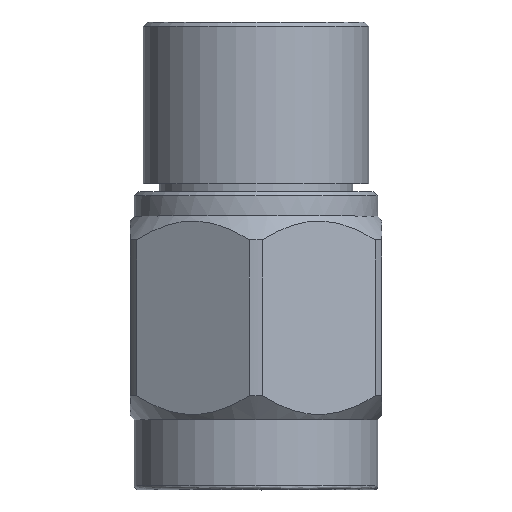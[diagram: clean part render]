
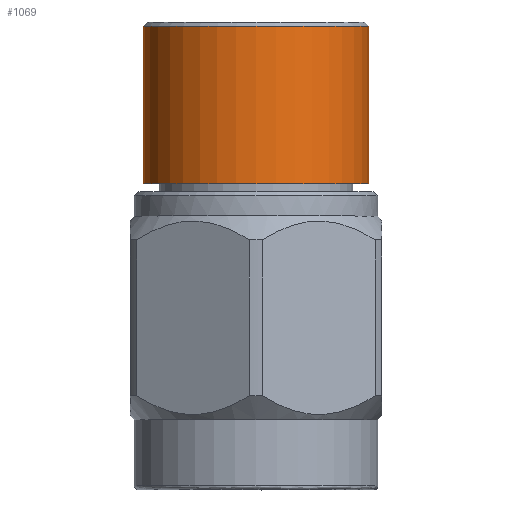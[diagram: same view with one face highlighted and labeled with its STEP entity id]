
A CAD part, top view. The second image highlights one B-rep face of the part: STEP entity #1069.
In plain terms, the highlighted cylindrical face has radius 3.556 mm (diameter 7.112 mm), a full revolution.
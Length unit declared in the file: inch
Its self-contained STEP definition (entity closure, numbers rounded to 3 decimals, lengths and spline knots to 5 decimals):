
#1 = ORIENTED_EDGE ( 'NONE', *, *, #1271, .T. ) ;
#2 = EDGE_LOOP ( 'NONE', ( #1 ) ) ;
#97 = EDGE_CURVE ( 'NONE', #217, #217, #1779, .T. ) ;
#98 = CARTESIAN_POINT ( 'NONE',  ( -0.14, -0.13717, 0. ) ) ;
#130 = AXIS2_PLACEMENT_3D ( 'NONE', #1531, #783, #1156 ) ;
#217 = VERTEX_POINT ( 'NONE', #98 ) ;
#373 = CARTESIAN_POINT ( 'NONE',  ( 0., 1.03936, 0. ) ) ;
#744 = DIRECTION ( 'NONE',  ( 1., 0., 0. ) ) ;
#783 = DIRECTION ( 'NONE',  ( 0., 1., 0. ) ) ;
#918 = VERTEX_POINT ( 'NONE', #1888 ) ;
#925 = DIRECTION ( 'NONE',  ( 1., 0., 0. ) ) ;
#1044 = CYLINDRICAL_SURFACE ( 'NONE', #1987, 0.14 ) ;
#1069 = ADVANCED_FACE ( 'NONE', ( #1244, #2012 ), #1044, .T. ) ;
#1156 = DIRECTION ( 'NONE',  ( -1., 0., 0. ) ) ;
#1169 = AXIS2_PLACEMENT_3D ( 'NONE', #1477, #1823, #925 ) ;
#1244 = FACE_OUTER_BOUND ( 'NONE', #2, .T. ) ;
#1271 = EDGE_CURVE ( 'NONE', #918, #918, #1284, .T. ) ;
#1284 = CIRCLE ( 'NONE', #1169, 0.14 ) ;
#1477 = CARTESIAN_POINT ( 'NONE',  ( 0., 0.05838, 0. ) ) ;
#1531 = CARTESIAN_POINT ( 'NONE',  ( 0., -0.13717, 0. ) ) ;
#1779 = CIRCLE ( 'NONE', #130, 0.14 ) ;
#1821 = DIRECTION ( 'NONE',  ( 0., -1., 0. ) ) ;
#1823 = DIRECTION ( 'NONE',  ( 0., -1., 0. ) ) ;
#1871 = EDGE_LOOP ( 'NONE', ( #1929 ) ) ;
#1888 = CARTESIAN_POINT ( 'NONE',  ( 0.14, 0.05838, 0. ) ) ;
#1929 = ORIENTED_EDGE ( 'NONE', *, *, #97, .T. ) ;
#1987 = AXIS2_PLACEMENT_3D ( 'NONE', #373, #1821, #744 ) ;
#2012 = FACE_OUTER_BOUND ( 'NONE', #1871, .T. ) ;
